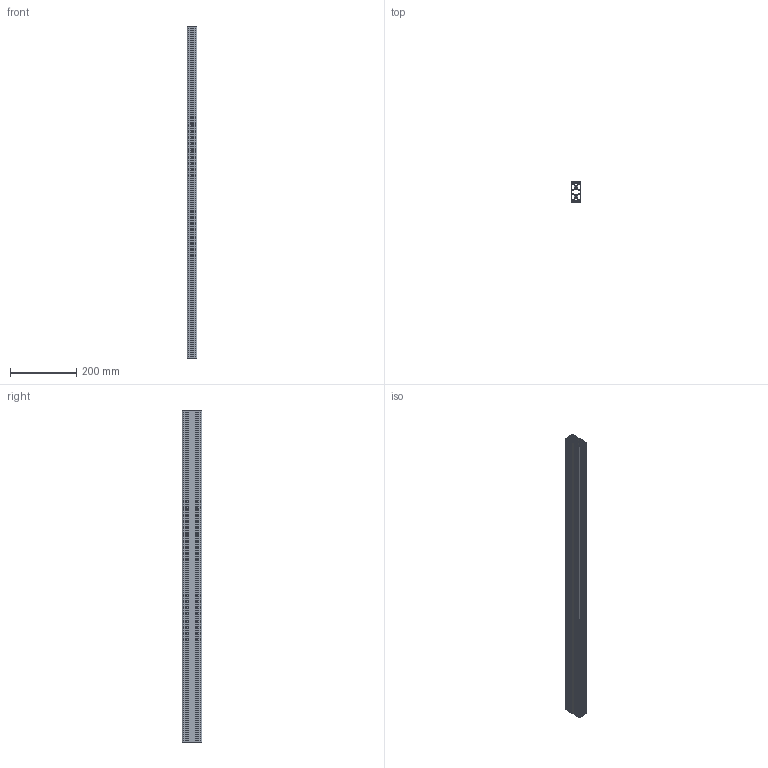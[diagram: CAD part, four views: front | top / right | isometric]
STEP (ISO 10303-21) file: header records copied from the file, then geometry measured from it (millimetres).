
FILE_DESCRIPTION((''),'2;1');
FILE_NAME('AR3750 30x60 [6].stp','2019-06-11T09:05:02',('Konstruktor II'),(''),'Autodesk Inventor 2013','Autodesk Inventor 2013','');
FILE_SCHEMA(('AUTOMOTIVE_DESIGN { 1 0 10303 214 1 1 1 1 }'));
Length unit declared in the file: millimetre
Products named in the file (1): AR3750 30x60 [6]
Bounding box: 30 x 60 x 1000 mm (x, y, z)
Volume: 576448.5 mm3; surface area: 578442.1 mm2
Topology: 1 solids, 1 shells, 232 faces, 690 edges, 460 vertices
Faces by surface type: plane 118, cylinder 114
Full cylindrical faces by diameter (mm): 5 x2
Entity records: 7886 total; most frequent: DIRECTION 1382, CARTESIAN_POINT 1381, ORIENTED_EDGE 1376, EDGE_CURVE 688, AXIS2_PLACEMENT_3D 461, VERTEX_POINT 460, VECTOR 460, LINE 460
